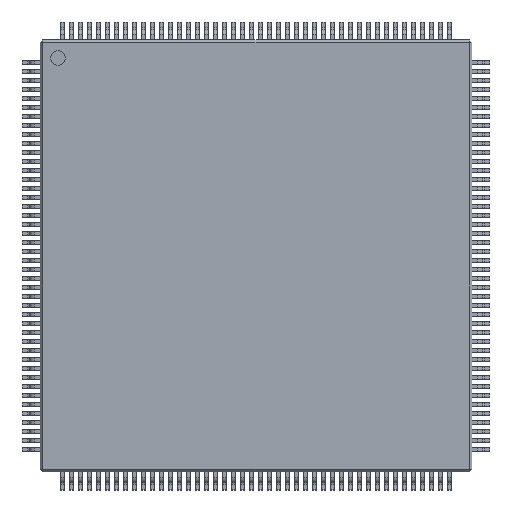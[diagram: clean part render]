
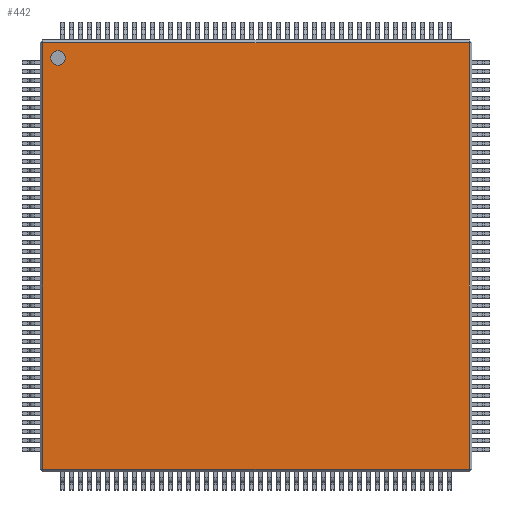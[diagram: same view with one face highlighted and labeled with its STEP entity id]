
A CAD part, top view. The second image highlights one B-rep face of the part: STEP entity #442.
In plain terms, the highlighted planar face has unit normal (0, 0, 1).
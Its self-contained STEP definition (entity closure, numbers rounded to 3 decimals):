
#13=DIRECTION('',(0.,0.,1.));
#14=DIRECTION('',(1.,0.,0.));
#240=VECTOR('',#241,1.);
#241=DIRECTION('',(0.,1.,0.));
#314=VERTEX_POINT('',#315);
#315=CARTESIAN_POINT('',(-11.85,-11.85,1.4));
#323=VERTEX_POINT('',#324);
#324=CARTESIAN_POINT('',(-11.85,11.85,1.4));
#329=ORIENTED_EDGE('',*,*,#330,.F.);
#330=EDGE_CURVE('',#314,#323,#331,.T.);
#331=LINE('',#332,#240);
#332=CARTESIAN_POINT('',(-11.85,-12.,1.4));
#399=VECTOR('',#14,1.);
#442=ADVANCED_FACE('',(#443,#461),#470,.T.);
#443=FACE_BOUND('',#444,.T.);
#444=EDGE_LOOP('',(#329,#445,#451,#457));
#445=ORIENTED_EDGE('',*,*,#446,.T.);
#446=EDGE_CURVE('',#314,#447,#449,.T.);
#447=VERTEX_POINT('',#448);
#448=CARTESIAN_POINT('',(11.85,-11.85,1.4));
#449=LINE('',#450,#399);
#450=CARTESIAN_POINT('',(-12.,-11.85,1.4));
#451=ORIENTED_EDGE('',*,*,#452,.T.);
#452=EDGE_CURVE('',#447,#453,#455,.T.);
#453=VERTEX_POINT('',#454);
#454=CARTESIAN_POINT('',(11.85,11.85,1.4));
#455=LINE('',#456,#240);
#456=CARTESIAN_POINT('',(11.85,-12.,1.4));
#457=ORIENTED_EDGE('',*,*,#458,.F.);
#458=EDGE_CURVE('',#323,#453,#459,.T.);
#459=LINE('',#460,#399);
#460=CARTESIAN_POINT('',(-12.,11.85,1.4));
#461=FACE_BOUND('',#462,.T.);
#462=EDGE_LOOP('',(#463));
#463=ORIENTED_EDGE('',*,*,#464,.F.);
#464=EDGE_CURVE('',#465,#465,#467,.T.);
#465=VERTEX_POINT('',#466);
#466=CARTESIAN_POINT('',(-10.6,11.,1.4));
#467=CIRCLE('',#468,0.4);
#468=AXIS2_PLACEMENT_3D('',#469,#13,#14);
#469=CARTESIAN_POINT('',(-11.,11.,1.4));
#470=PLANE('',#471);
#471=AXIS2_PLACEMENT_3D('',#472,#13,#14);
#472=CARTESIAN_POINT('',(-12.,-12.,1.4));
